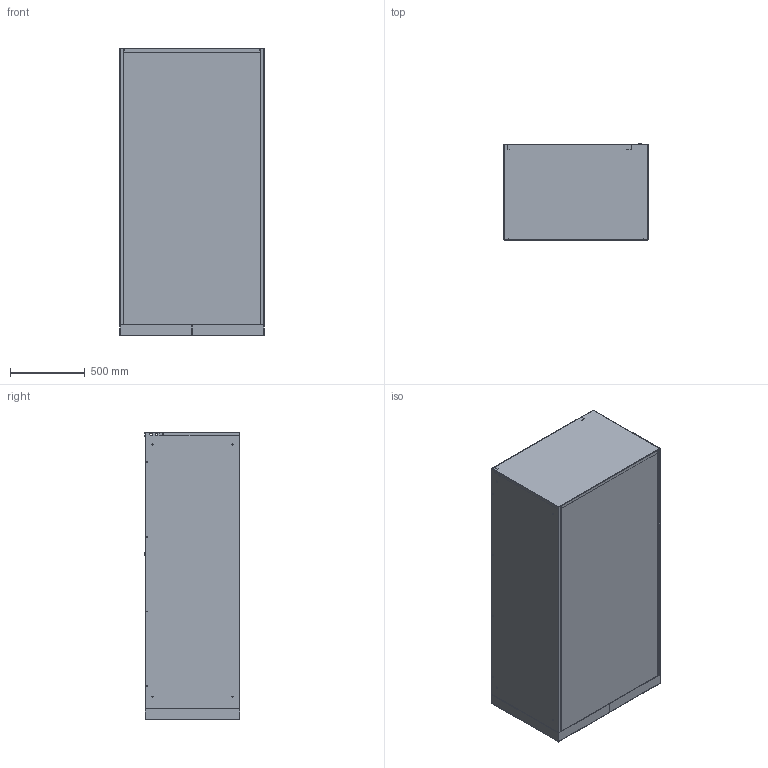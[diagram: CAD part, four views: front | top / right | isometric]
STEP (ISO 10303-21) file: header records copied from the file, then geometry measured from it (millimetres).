
FILE_DESCRIPTION (( 'STEP AP203' ), '1' );
FILE_NAME ('Oversized locker.STEP', '2015-12-02T17:29:12', ( '' ), ( '' ), 'SwSTEP 2.0', 'SolidWorks 2013', '' );
FILE_SCHEMA (( 'CONFIG_CONTROL_DESIGN' ));
Length unit declared in the file: millimetre
Products named in the file (1): Oversized locker
Bounding box: 965.2 x 642.14 x 1925.49 mm (x, y, z)
Volume: 11140211.6 mm3; surface area: 14726267.9 mm2
Topology: 1 solids, 1 shells, 496 faces, 1355 edges, 839 vertices
Faces by surface type: plane 283, cylinder 169, bspline 36, cone 8
Entity records: 17357 total; most frequent: CARTESIAN_POINT 4646, ORIENTED_EDGE 2710, DIRECTION 2506, EDGE_CURVE 1355, LINE 972, VECTOR 972, VERTEX_POINT 839, AXIS2_PLACEMENT_3D 767
